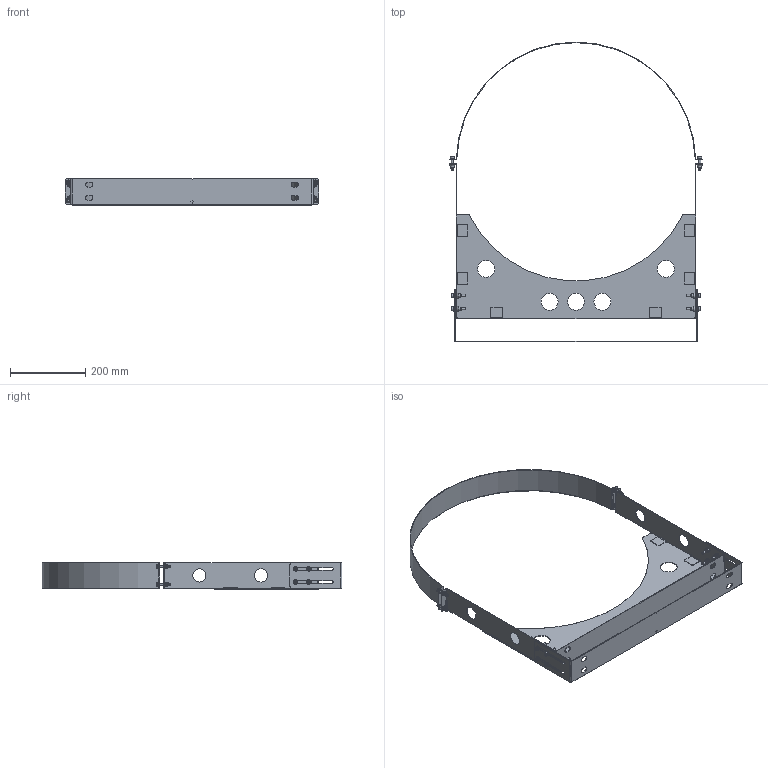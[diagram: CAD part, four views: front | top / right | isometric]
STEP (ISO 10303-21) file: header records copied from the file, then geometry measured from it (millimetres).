
FILE_DESCRIPTION(/* description */ ('Fäste mot rör'),/* implementation_level */ '2;1');
FILE_NAME(/* name */ 'HKSH-08.stp',/* time_stamp */ '2016-04-22T08:45:19+02:00',/* author */ ('CAD'),/* organization */ (''),/* preprocessor_version */ 'ST-DEVELOPER v15.6',/* originating_system */ 'Autodesk Inventor 2015',/* authorisation */ '');
FILE_SCHEMA (('AUTOMOTIVE_DESIGN { 1 0 10303 214 3 1 1 }'));
Length unit declared in the file: millimetre
Products named in the file (9): HKSH-AA-08; Blindnitmutter-23308060300-colly; HKSH-AE-08; HKSH-AC-08; HKSH-AB-08; HKSH-AD-08; ISO 7089 - 6 - 140 HV(2); ISO 4762 - M6 x 30ISO; HKSH-08
Bounding box: 673 x 796.5 x 70.9 mm (x, y, z)
Volume: 541680.3 mm3; surface area: 697264 mm2
Topology: 40 solids, 40 shells, 939 faces, 2153 edges, 1318 vertices
Faces by surface type: plane 361, cylinder 350, cone 192, torus 36
Full cylindrical faces by diameter (mm): 4.917 x72, 6 x84, 6.4 x12, 6.5 x4, 7.2 x12, 9 x24, 9.5 x12, 10 x12, 11 x12, 12 x12, 35 x4, 45 x5
Entity records: 10967 total; most frequent: DIRECTION 1882, CARTESIAN_POINT 1764, ORIENTED_EDGE 1622, EDGE_CURVE 811, AXIS2_PLACEMENT_3D 671, LINE 540, VECTOR 540, VERTEX_POINT 535
